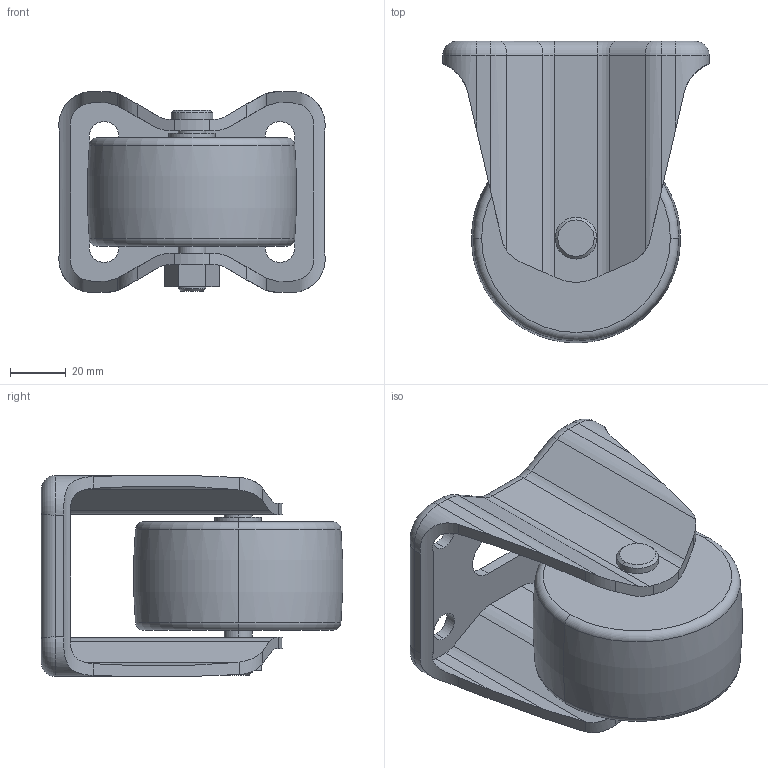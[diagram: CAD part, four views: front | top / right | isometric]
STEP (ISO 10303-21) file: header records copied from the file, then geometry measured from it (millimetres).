
FILE_DESCRIPTION (( 'STEP AP203' ), '1' );
FILE_NAME ('sone3D.STEP', '2013-12-02T05:18:16', ( '' ), ( '' ), 'SwSTEP 2.0', 'SolidWorks 2012', '' );
FILE_SCHEMA (( 'CONFIG_CONTROL_DESIGN' ));
Length unit declared in the file: millimetre
Products named in the file (1): sone3D
Bounding box: 95.39 x 107.92 x 72 mm (x, y, z)
Volume: 238028.7 mm3; surface area: 53851.1 mm2
Topology: 1 solids, 1 shells, 135 faces, 352 edges, 224 vertices
Faces by surface type: cylinder 64, plane 49, torus 18, cone 4
Entity records: 4525 total; most frequent: CARTESIAN_POINT 1148, ORIENTED_EDGE 704, DIRECTION 690, EDGE_CURVE 352, AXIS2_PLACEMENT_3D 254, VERTEX_POINT 224, LINE 182, VECTOR 182
